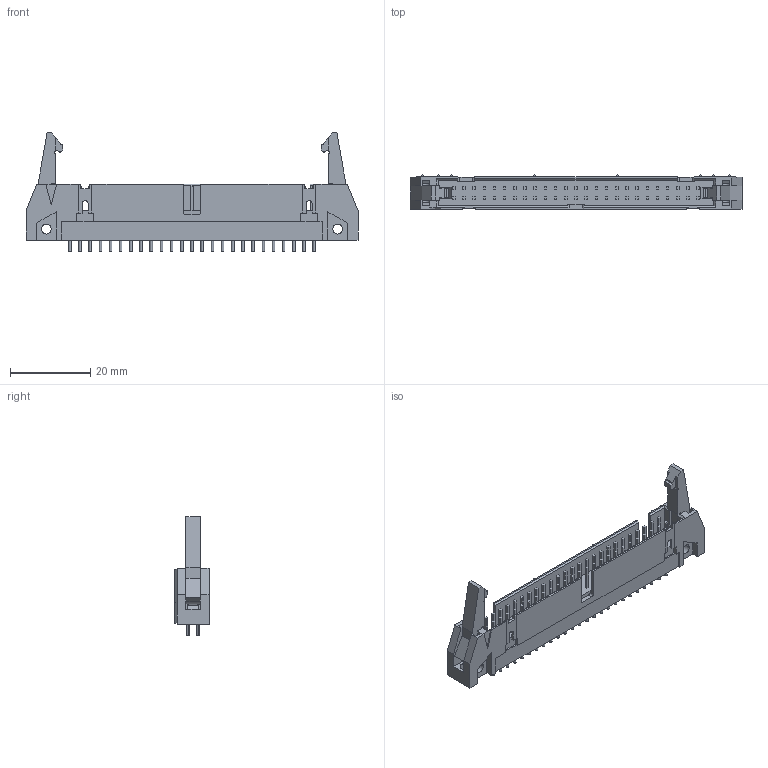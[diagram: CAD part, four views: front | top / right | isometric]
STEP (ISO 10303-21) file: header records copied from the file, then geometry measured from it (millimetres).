
FILE_DESCRIPTION((''),'2;1');
FILE_NAME('C-5499922-10-3','2007-09-01T',('workeradm'),('Tyco Electronics Corporation'),'PRO/ENGINEER BY PARAMETRIC TECHNOLOGY CORPORATION, 2005450','PRO/ENGINEER BY PARAMETRIC TECHNOLOGY CORPORATION, 2005450','');
FILE_SCHEMA(('CONFIG_CONTROL_DESIGN', 'GEOMETRIC_VALIDATION_PROPERTIES_MIM'));
Length unit declared in the file: millimetre
Products named in the file (1): C-5499922-10-3
Bounding box: 82.8 x 8.53 x 29.59 mm (x, y, z)
Volume: 5874.2 mm3; surface area: 6838.8 mm2
Topology: 1 solids, 1 shells, 660 faces, 1648 edges, 1092 vertices
Faces by surface type: plane 522, cylinder 130, sphere 8
Entity records: 19685 total; most frequent: CARTESIAN_POINT 3401, ORIENTED_EDGE 3296, DIRECTION 3272, EDGE_CURVE 1648, VECTOR 1344, LINE 1344, VERTEX_POINT 1092, AXIS2_PLACEMENT_3D 964
